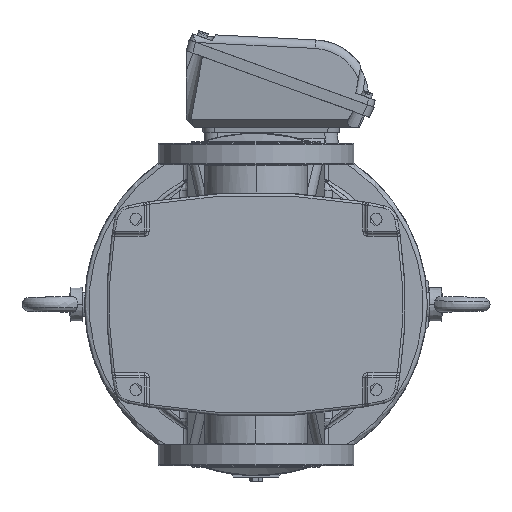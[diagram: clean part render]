
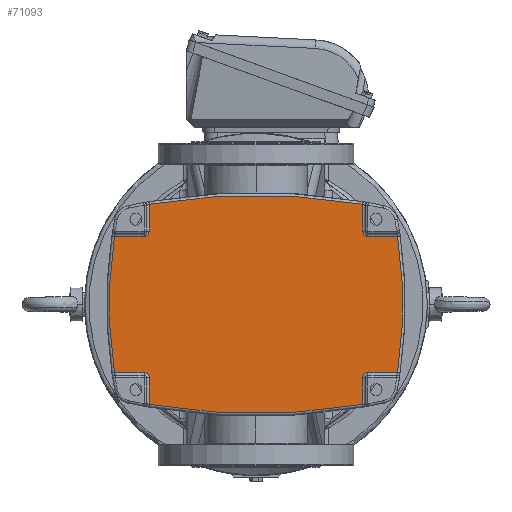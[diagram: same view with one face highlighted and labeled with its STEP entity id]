
A CAD part, front view. The second image highlights one B-rep face of the part: STEP entity #71093.
In plain terms, the highlighted planar face has unit normal (0, -1, 0).
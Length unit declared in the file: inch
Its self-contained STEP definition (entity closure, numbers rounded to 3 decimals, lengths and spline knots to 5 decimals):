
#31 = EDGE_CURVE ( 'NONE', #60628, #108934, #74063, .T. ) ;
#143 = DIRECTION ( 'NONE',  ( 0., -1., 0. ) ) ;
#463 = EDGE_CURVE ( 'NONE', #45294, #55813, #65506, .T. ) ;
#1162 = EDGE_CURVE ( 'NONE', #124357, #70880, #67539, .T. ) ;
#3400 = CARTESIAN_POINT ( 'NONE',  ( -4.81337, -8.39113, 14.67323 ) ) ;
#6719 = EDGE_CURVE ( 'NONE', #81902, #43806, #46818, .T. ) ;
#7370 = LINE ( 'NONE', #18661, #74574 ) ;
#7445 = EDGE_CURVE ( 'NONE', #81902, #59966, #9752, .T. ) ;
#7884 = CARTESIAN_POINT ( 'NONE',  ( -6.17919, -8.39113, 20.93307 ) ) ;
#9013 = ORIENTED_EDGE ( 'NONE', *, *, #7445, .F. ) ;
#9752 = CIRCLE ( 'NONE', #86464, 0.23622 ) ;
#10375 = CARTESIAN_POINT ( 'NONE',  ( 5.226, -8.39113, 21.16929 ) ) ;
#11181 = LINE ( 'NONE', #49561, #96069 ) ;
#13587 = DIRECTION ( 'NONE',  ( 0., -1., 0. ) ) ;
#13887 = CIRCLE ( 'NONE', #74226, 0.23622 ) ;
#14107 = DIRECTION ( 'NONE',  ( 0., 1., 0. ) ) ;
#14998 = AXIS2_PLACEMENT_3D ( 'NONE', #63273, #13587, #121982 ) ;
#17961 = ORIENTED_EDGE ( 'NONE', *, *, #463, .T. ) ;
#18661 = CARTESIAN_POINT ( 'NONE',  ( 6.82809, -8.39113, 20.93307 ) ) ;
#19211 = ORIENTED_EDGE ( 'NONE', *, *, #68108, .F. ) ;
#20157 = CARTESIAN_POINT ( 'NONE',  ( -4.57715, -8.39113, 13.20307 ) ) ;
#23811 = CIRCLE ( 'NONE', #66043, 21.53543 ) ;
#25395 = DIRECTION ( 'NONE',  ( 0., 0., -1. ) ) ;
#27034 = CIRCLE ( 'NONE', #14998, 0.23622 ) ;
#28212 = DIRECTION ( 'NONE',  ( 1., 0., 0. ) ) ;
#29280 = ORIENTED_EDGE ( 'NONE', *, *, #40718, .T. ) ;
#29769 = AXIS2_PLACEMENT_3D ( 'NONE', #47187, #85034, #57236 ) ;
#30059 = VERTEX_POINT ( 'NONE', #7884 ) ;
#30673 = FACE_OUTER_BOUND ( 'NONE', #39697, .T. ) ;
#30886 = CARTESIAN_POINT ( 'NONE',  ( 5.226, -8.39113, 22.40323 ) ) ;
#32101 = CARTESIAN_POINT ( 'NONE',  ( 5.226, -8.39113, 14.43701 ) ) ;
#32905 = ORIENTED_EDGE ( 'NONE', *, *, #72986, .F. ) ;
#34963 = DIRECTION ( 'NONE',  ( 0., 0., 1. ) ) ;
#35402 = VECTOR ( 'NONE', #25395, 39.37008 ) ;
#35728 = EDGE_CURVE ( 'NONE', #45294, #108934, #13887, .T. ) ;
#35983 = CARTESIAN_POINT ( 'NONE',  ( -4.81337, -8.39113, 20.93307 ) ) ;
#39072 = ORIENTED_EDGE ( 'NONE', *, *, #35728, .F. ) ;
#39697 = EDGE_LOOP ( 'NONE', ( #48236, #9013, #105943, #32905, #63526, #39072, #17961, #19211, #29280, #112864, #48742, #68066, #97664, #117703, #108462, #85006 ) ) ;
#39756 = DIRECTION ( 'NONE',  ( -1., 0., 0. ) ) ;
#40490 = DIRECTION ( 'NONE',  ( 0., 0., 1. ) ) ;
#40718 = EDGE_CURVE ( 'NONE', #92167, #112004, #7370, .T. ) ;
#41225 = CARTESIAN_POINT ( 'NONE',  ( -4.81337, -8.39113, 14.43701 ) ) ;
#41822 = AXIS2_PLACEMENT_3D ( 'NONE', #117034, #50777, #48934 ) ;
#43175 = VECTOR ( 'NONE', #111899, 39.37008 ) ;
#43806 = VERTEX_POINT ( 'NONE', #20157 ) ;
#44405 = CARTESIAN_POINT ( 'NONE',  ( 5.46222, -8.39113, 14.43701 ) ) ;
#45294 = VERTEX_POINT ( 'NONE', #57511 ) ;
#46818 = LINE ( 'NONE', #124384, #82297 ) ;
#47187 = CARTESIAN_POINT ( 'NONE',  ( 0.32443, -8.39113, 41.62205 ) ) ;
#48236 = ORIENTED_EDGE ( 'NONE', *, *, #67351, .T. ) ;
#48742 = ORIENTED_EDGE ( 'NONE', *, *, #90902, .T. ) ;
#48934 = DIRECTION ( 'NONE',  ( 1., 0., 0. ) ) ;
#49561 = CARTESIAN_POINT ( 'NONE',  ( -6.17923, -8.39113, 14.67323 ) ) ;
#50752 = VERTEX_POINT ( 'NONE', #53254 ) ;
#50777 = DIRECTION ( 'NONE',  ( 0., 1., 0. ) ) ;
#50940 = CARTESIAN_POINT ( 'NONE',  ( 15.12758, -8.39113, 17.80315 ) ) ;
#52131 = VERTEX_POINT ( 'NONE', #10375 ) ;
#52168 = EDGE_CURVE ( 'NONE', #124357, #79079, #72613, .T. ) ;
#53254 = CARTESIAN_POINT ( 'NONE',  ( -4.81337, -8.39113, 20.93307 ) ) ;
#55813 = VERTEX_POINT ( 'NONE', #114546 ) ;
#57236 = DIRECTION ( 'NONE',  ( 0.17, 0., -0.985 ) ) ;
#57511 = CARTESIAN_POINT ( 'NONE',  ( 5.46222, -8.39113, 14.67323 ) ) ;
#57666 = DIRECTION ( 'NONE',  ( -1., 0., 0. ) ) ;
#58849 = DIRECTION ( 'NONE',  ( 0., -1., 0. ) ) ;
#59386 = EDGE_CURVE ( 'NONE', #52131, #112004, #105352, .T. ) ;
#59966 = VERTEX_POINT ( 'NONE', #3400 ) ;
#60628 = VERTEX_POINT ( 'NONE', #98500 ) ;
#62241 = DIRECTION ( 'NONE',  ( -0.989, 0., -0.145 ) ) ;
#62860 = DIRECTION ( 'NONE',  ( 0., 1., 0. ) ) ;
#63142 = CARTESIAN_POINT ( 'NONE',  ( -4.57715, -8.39113, 22.40324 ) ) ;
#63273 = CARTESIAN_POINT ( 'NONE',  ( -4.81337, -8.39113, 21.16929 ) ) ;
#63526 = ORIENTED_EDGE ( 'NONE', *, *, #31, .T. ) ;
#65366 = VECTOR ( 'NONE', #40490, 39.37008 ) ;
#65506 = LINE ( 'NONE', #83859, #93578 ) ;
#66043 = AXIS2_PLACEMENT_3D ( 'NONE', #121246, #14107, #118744 ) ;
#66319 = CARTESIAN_POINT ( 'NONE',  ( -6.17919, -8.39113, 14.67323 ) ) ;
#67351 = EDGE_CURVE ( 'NONE', #81435, #59966, #11181, .T. ) ;
#67523 = CARTESIAN_POINT ( 'NONE',  ( -4.57715, -8.39113, 22.40323 ) ) ;
#67539 = CIRCLE ( 'NONE', #115898, 28.83858 ) ;
#68066 = ORIENTED_EDGE ( 'NONE', *, *, #1162, .F. ) ;
#68108 = EDGE_CURVE ( 'NONE', #92167, #55813, #23811, .T. ) ;
#68952 = DIRECTION ( 'NONE',  ( 1., 0., 0. ) ) ;
#70880 = VERTEX_POINT ( 'NONE', #30886 ) ;
#71093 = ADVANCED_FACE ( 'NONE', ( #30673 ), #79782, .F. ) ;
#72613 = LINE ( 'NONE', #63142, #35402 ) ;
#72986 = EDGE_CURVE ( 'NONE', #60628, #43806, #104255, .T. ) ;
#73761 = LINE ( 'NONE', #35983, #74105 ) ;
#74063 = LINE ( 'NONE', #112535, #43175 ) ;
#74105 = VECTOR ( 'NONE', #102157, 39.37008 ) ;
#74226 = AXIS2_PLACEMENT_3D ( 'NONE', #44405, #82852, #34963 ) ;
#74574 = VECTOR ( 'NONE', #57666, 39.37008 ) ;
#79079 = VERTEX_POINT ( 'NONE', #101119 ) ;
#79653 = DIRECTION ( 'NONE',  ( -0.17, 0., 0.985 ) ) ;
#79782 = PLANE ( 'NONE',  #41822 ) ;
#81435 = VERTEX_POINT ( 'NONE', #66319 ) ;
#81902 = VERTEX_POINT ( 'NONE', #97366 ) ;
#82297 = VECTOR ( 'NONE', #113653, 39.37008 ) ;
#82852 = DIRECTION ( 'NONE',  ( 0., -1., 0. ) ) ;
#83859 = CARTESIAN_POINT ( 'NONE',  ( 5.46222, -8.39113, 14.67323 ) ) ;
#85006 = ORIENTED_EDGE ( 'NONE', *, *, #102385, .F. ) ;
#85034 = DIRECTION ( 'NONE',  ( 0., 1., 0. ) ) ;
#85302 = AXIS2_PLACEMENT_3D ( 'NONE', #87058, #143, #39756 ) ;
#85538 = EDGE_CURVE ( 'NONE', #50752, #79079, #27034, .T. ) ;
#86464 = AXIS2_PLACEMENT_3D ( 'NONE', #41225, #58849, #68952 ) ;
#87058 = CARTESIAN_POINT ( 'NONE',  ( 5.46222, -8.39113, 21.16929 ) ) ;
#89013 = LINE ( 'NONE', #118658, #65366 ) ;
#90902 = EDGE_CURVE ( 'NONE', #52131, #70880, #89013, .T. ) ;
#92167 = VERTEX_POINT ( 'NONE', #120078 ) ;
#93578 = VECTOR ( 'NONE', #122357, 39.37008 ) ;
#96069 = VECTOR ( 'NONE', #28212, 39.37008 ) ;
#97366 = CARTESIAN_POINT ( 'NONE',  ( -4.57715, -8.39113, 14.43701 ) ) ;
#97664 = ORIENTED_EDGE ( 'NONE', *, *, #52168, .T. ) ;
#98500 = CARTESIAN_POINT ( 'NONE',  ( 5.226, -8.39113, 13.20305 ) ) ;
#99146 = EDGE_CURVE ( 'NONE', #50752, #30059, #73761, .T. ) ;
#100447 = CARTESIAN_POINT ( 'NONE',  ( 0.32443, -8.39113, -6.01575 ) ) ;
#101119 = CARTESIAN_POINT ( 'NONE',  ( -4.57715, -8.39113, 21.16929 ) ) ;
#102157 = DIRECTION ( 'NONE',  ( -1., 0., 0. ) ) ;
#102385 = EDGE_CURVE ( 'NONE', #81435, #30059, #104791, .T. ) ;
#104255 = CIRCLE ( 'NONE', #29769, 28.83858 ) ;
#104791 = CIRCLE ( 'NONE', #112803, 21.53543 ) ;
#105352 = CIRCLE ( 'NONE', #85302, 0.23622 ) ;
#105645 = CARTESIAN_POINT ( 'NONE',  ( 5.46222, -8.39113, 20.93307 ) ) ;
#105943 = ORIENTED_EDGE ( 'NONE', *, *, #6719, .T. ) ;
#108462 = ORIENTED_EDGE ( 'NONE', *, *, #99146, .T. ) ;
#108934 = VERTEX_POINT ( 'NONE', #32101 ) ;
#111899 = DIRECTION ( 'NONE',  ( 0., 0., 1. ) ) ;
#112004 = VERTEX_POINT ( 'NONE', #105645 ) ;
#112535 = CARTESIAN_POINT ( 'NONE',  ( 5.226, -8.39113, 13.20305 ) ) ;
#112803 = AXIS2_PLACEMENT_3D ( 'NONE', #50940, #62860, #62241 ) ;
#112864 = ORIENTED_EDGE ( 'NONE', *, *, #59386, .F. ) ;
#113653 = DIRECTION ( 'NONE',  ( 0., 0., -1. ) ) ;
#114546 = CARTESIAN_POINT ( 'NONE',  ( 6.82805, -8.39113, 14.67323 ) ) ;
#115898 = AXIS2_PLACEMENT_3D ( 'NONE', #100447, #118764, #79653 ) ;
#117034 = CARTESIAN_POINT ( 'NONE',  ( 0.32443, -8.39113, 17.80315 ) ) ;
#117703 = ORIENTED_EDGE ( 'NONE', *, *, #85538, .F. ) ;
#118658 = CARTESIAN_POINT ( 'NONE',  ( 5.226, -8.39113, 21.16929 ) ) ;
#118744 = DIRECTION ( 'NONE',  ( 0.989, 0., 0.145 ) ) ;
#118764 = DIRECTION ( 'NONE',  ( 0., 1., 0. ) ) ;
#120078 = CARTESIAN_POINT ( 'NONE',  ( 6.82809, -8.39113, 20.93307 ) ) ;
#121246 = CARTESIAN_POINT ( 'NONE',  ( -14.47872, -8.39113, 17.80315 ) ) ;
#121982 = DIRECTION ( 'NONE',  ( 0., 0., -1. ) ) ;
#122357 = DIRECTION ( 'NONE',  ( 1., 0., 0. ) ) ;
#124357 = VERTEX_POINT ( 'NONE', #67523 ) ;
#124384 = CARTESIAN_POINT ( 'NONE',  ( -4.57715, -8.39113, 14.43701 ) ) ;
